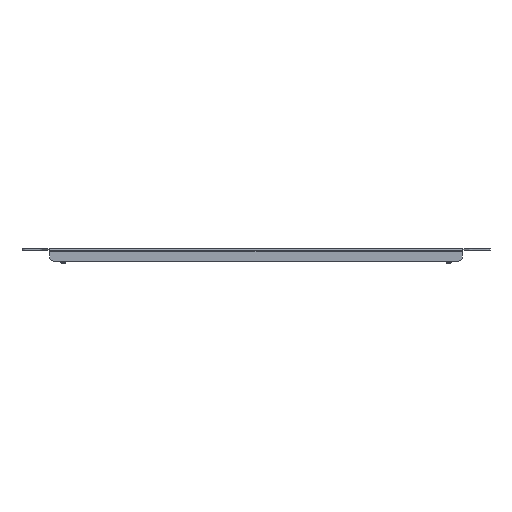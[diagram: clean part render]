
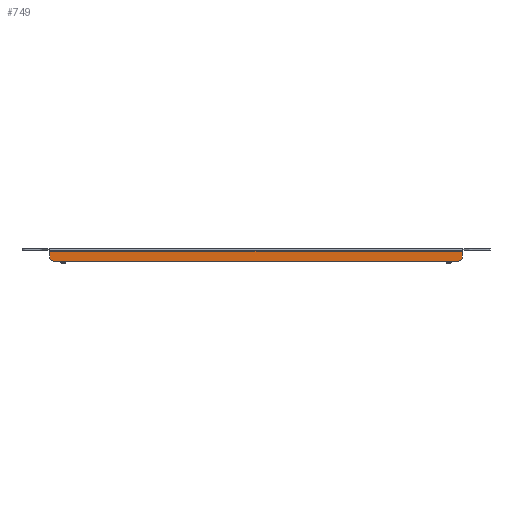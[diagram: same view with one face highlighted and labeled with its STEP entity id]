
A CAD part, front view. The second image highlights one B-rep face of the part: STEP entity #749.
In plain terms, the highlighted planar face has unit normal (0, -1, 0).
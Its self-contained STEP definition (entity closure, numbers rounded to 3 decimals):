
#79 = CARTESIAN_POINT ( 'NONE',  ( 251.357, -935., -15. ) ) ;
#92 = ORIENTED_EDGE ( 'NONE', *, *, #1399, .F. ) ;
#127 = EDGE_CURVE ( 'NONE', #311, #2564, #865, .T. ) ;
#154 = CARTESIAN_POINT ( 'NONE',  ( -246.357, -935., -10. ) ) ;
#311 = VERTEX_POINT ( 'NONE', #2056 ) ;
#375 = CARTESIAN_POINT ( 'NONE',  ( 246.357, -935., -10. ) ) ;
#404 = VERTEX_POINT ( 'NONE', #1601 ) ;
#445 = DIRECTION ( 'NONE',  ( 0., 1., 0. ) ) ;
#541 = CARTESIAN_POINT ( 'NONE',  ( 251.357, -935., -3. ) ) ;
#558 = EDGE_CURVE ( 'NONE', #773, #964, #3189, .T. ) ;
#702 = DIRECTION ( 'NONE',  ( -1., 0., 0. ) ) ;
#749 = ADVANCED_FACE ( 'NONE', ( #2052 ), #2568, .F. ) ;
#773 = VERTEX_POINT ( 'NONE', #2521 ) ;
#865 = LINE ( 'NONE', #1449, #2360 ) ;
#884 = DIRECTION ( 'NONE',  ( 0., 0., 1. ) ) ;
#914 = DIRECTION ( 'NONE',  ( 0., -1., 0. ) ) ;
#964 = VERTEX_POINT ( 'NONE', #1165 ) ;
#989 = VECTOR ( 'NONE', #702, 1000. ) ;
#991 = CIRCLE ( 'NONE', #2909, 5. ) ;
#1146 = DIRECTION ( 'NONE',  ( -1., 0., 0. ) ) ;
#1165 = CARTESIAN_POINT ( 'NONE',  ( 251.357, -935., -10. ) ) ;
#1209 = VECTOR ( 'NONE', #1572, 1000. ) ;
#1280 = DIRECTION ( 'NONE',  ( -1., 0., 0. ) ) ;
#1301 = ORIENTED_EDGE ( 'NONE', *, *, #127, .F. ) ;
#1338 = ORIENTED_EDGE ( 'NONE', *, *, #2335, .T. ) ;
#1399 = EDGE_CURVE ( 'NONE', #773, #404, #2823, .T. ) ;
#1449 = CARTESIAN_POINT ( 'NONE',  ( -251.357, -935., -15. ) ) ;
#1555 = EDGE_CURVE ( 'NONE', #2564, #1990, #2874, .T. ) ;
#1572 = DIRECTION ( 'NONE',  ( 1., 0., 0. ) ) ;
#1601 = CARTESIAN_POINT ( 'NONE',  ( -246.357, -935., -15. ) ) ;
#1710 = AXIS2_PLACEMENT_3D ( 'NONE', #375, #914, #1146 ) ;
#1924 = ORIENTED_EDGE ( 'NONE', *, *, #558, .T. ) ;
#1990 = VERTEX_POINT ( 'NONE', #541 ) ;
#2044 = CARTESIAN_POINT ( 'NONE',  ( 285., -935., -15. ) ) ;
#2052 = FACE_OUTER_BOUND ( 'NONE', #2508, .T. ) ;
#2056 = CARTESIAN_POINT ( 'NONE',  ( -251.357, -935., -10. ) ) ;
#2060 = CARTESIAN_POINT ( 'NONE',  ( 285., -935., -3. ) ) ;
#2129 = EDGE_CURVE ( 'NONE', #964, #1990, #2191, .T. ) ;
#2179 = CARTESIAN_POINT ( 'NONE',  ( -251.357, -935., -3. ) ) ;
#2191 = LINE ( 'NONE', #79, #2296 ) ;
#2296 = VECTOR ( 'NONE', #884, 1000. ) ;
#2335 = EDGE_CURVE ( 'NONE', #311, #404, #991, .T. ) ;
#2360 = VECTOR ( 'NONE', #2470, 1000. ) ;
#2470 = DIRECTION ( 'NONE',  ( 0., 0., 1. ) ) ;
#2508 = EDGE_LOOP ( 'NONE', ( #1301, #1338, #92, #1924, #3040, #3035 ) ) ;
#2521 = CARTESIAN_POINT ( 'NONE',  ( 246.357, -935., -15. ) ) ;
#2564 = VERTEX_POINT ( 'NONE', #2179 ) ;
#2568 = PLANE ( 'NONE',  #3024 ) ;
#2823 = LINE ( 'NONE', #2044, #989 ) ;
#2874 = LINE ( 'NONE', #2060, #1209 ) ;
#2909 = AXIS2_PLACEMENT_3D ( 'NONE', #154, #3315, #3142 ) ;
#3024 = AXIS2_PLACEMENT_3D ( 'NONE', #3107, #445, #1280 ) ;
#3035 = ORIENTED_EDGE ( 'NONE', *, *, #1555, .F. ) ;
#3040 = ORIENTED_EDGE ( 'NONE', *, *, #2129, .T. ) ;
#3107 = CARTESIAN_POINT ( 'NONE',  ( 0., -935., 0. ) ) ;
#3142 = DIRECTION ( 'NONE',  ( -1., 0., 0. ) ) ;
#3189 = CIRCLE ( 'NONE', #1710, 5. ) ;
#3315 = DIRECTION ( 'NONE',  ( 0., -1., 0. ) ) ;
